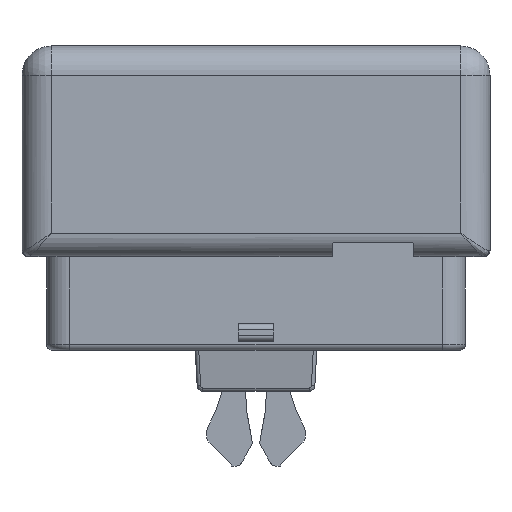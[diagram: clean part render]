
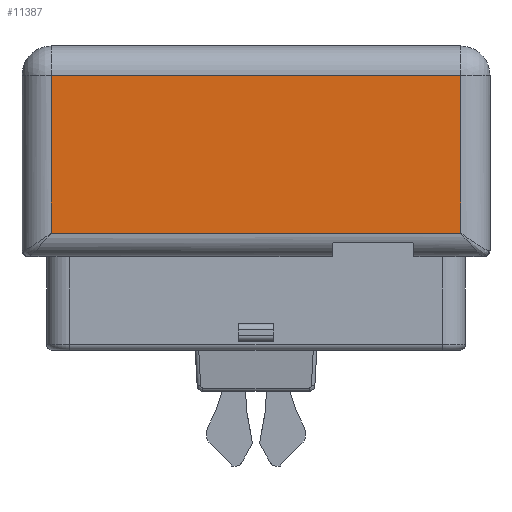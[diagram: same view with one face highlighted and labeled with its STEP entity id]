
A CAD part, left-side view. The second image highlights one B-rep face of the part: STEP entity #11387.
In plain terms, the highlighted planar face has unit normal (-1, 0, 0).
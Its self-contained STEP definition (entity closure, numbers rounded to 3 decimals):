
#1646 = EDGE_CURVE ( 'NONE', #9134, #1900, #4487, .T. ) ;
#1869 = LINE ( 'NONE', #7197, #20646 ) ;
#1900 = VERTEX_POINT ( 'NONE', #13432 ) ;
#1928 = CARTESIAN_POINT ( 'NONE',  ( -40., 17.5, 16. ) ) ;
#2760 = VERTEX_POINT ( 'NONE', #23550 ) ;
#2821 = PLANE ( 'NONE',  #9304 ) ;
#3500 = CARTESIAN_POINT ( 'NONE',  ( -40., 17.5, 13.5 ) ) ;
#4487 = LINE ( 'NONE', #1928, #23215 ) ;
#4660 = VECTOR ( 'NONE', #23357, 1000. ) ;
#4765 = VECTOR ( 'NONE', #21233, 1000. ) ;
#5319 = LINE ( 'NONE', #10413, #4765 ) ;
#5552 = ORIENTED_EDGE ( 'NONE', *, *, #1646, .T. ) ;
#6470 = CARTESIAN_POINT ( 'NONE',  ( -40., 20., 16. ) ) ;
#6919 = EDGE_CURVE ( 'NONE', #12542, #2760, #9502, .T. ) ;
#7197 = CARTESIAN_POINT ( 'NONE',  ( -40., -20., 0. ) ) ;
#7495 = DIRECTION ( 'NONE',  ( 0., 0., -1. ) ) ;
#8305 = DIRECTION ( 'NONE',  ( 1., 0., 0. ) ) ;
#8356 = EDGE_CURVE ( 'NONE', #2760, #9134, #5319, .T. ) ;
#9134 = VERTEX_POINT ( 'NONE', #3500 ) ;
#9304 = AXIS2_PLACEMENT_3D ( 'NONE', #6470, #8305, #20983 ) ;
#9502 = LINE ( 'NONE', #21505, #4660 ) ;
#10413 = CARTESIAN_POINT ( 'NONE',  ( -40., 20., 13.5 ) ) ;
#11387 = ADVANCED_FACE ( 'NONE', ( #15140 ), #2821, .F. ) ;
#12226 = EDGE_CURVE ( 'NONE', #12542, #1900, #1869, .T. ) ;
#12542 = VERTEX_POINT ( 'NONE', #19189 ) ;
#13130 = ORIENTED_EDGE ( 'NONE', *, *, #12226, .F. ) ;
#13432 = CARTESIAN_POINT ( 'NONE',  ( -40., 17.5, 0. ) ) ;
#14560 = DIRECTION ( 'NONE',  ( 0., 1., 0. ) ) ;
#15140 = FACE_OUTER_BOUND ( 'NONE', #18602, .T. ) ;
#18602 = EDGE_LOOP ( 'NONE', ( #13130, #22893, #23045, #5552 ) ) ;
#19189 = CARTESIAN_POINT ( 'NONE',  ( -40., -17.5, 0. ) ) ;
#20646 = VECTOR ( 'NONE', #14560, 1000. ) ;
#20983 = DIRECTION ( 'NONE',  ( 0., 1., 0. ) ) ;
#21233 = DIRECTION ( 'NONE',  ( 0., 1., 0. ) ) ;
#21505 = CARTESIAN_POINT ( 'NONE',  ( -40., -17.5, 16. ) ) ;
#22893 = ORIENTED_EDGE ( 'NONE', *, *, #6919, .T. ) ;
#23045 = ORIENTED_EDGE ( 'NONE', *, *, #8356, .T. ) ;
#23215 = VECTOR ( 'NONE', #7495, 1000. ) ;
#23357 = DIRECTION ( 'NONE',  ( 0., 0., 1. ) ) ;
#23550 = CARTESIAN_POINT ( 'NONE',  ( -40., -17.5, 13.5 ) ) ;
